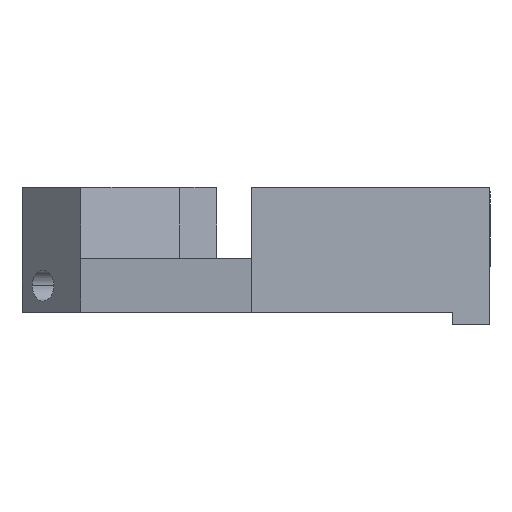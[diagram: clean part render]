
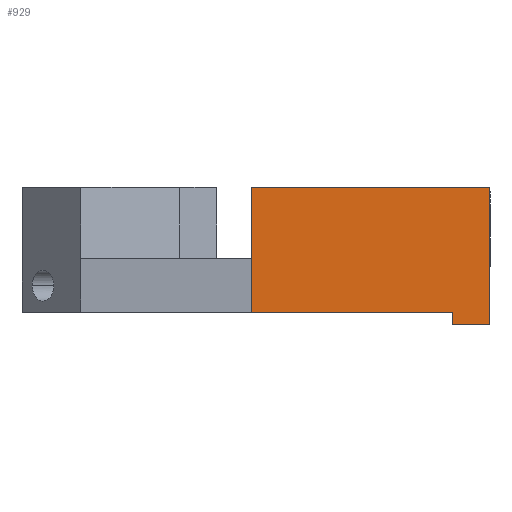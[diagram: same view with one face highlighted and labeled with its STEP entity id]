
A CAD part, front view. The second image highlights one B-rep face of the part: STEP entity #929.
In plain terms, the highlighted planar face has unit normal (0, -1, 0).
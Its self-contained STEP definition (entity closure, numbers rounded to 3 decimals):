
#57 = PLANE ( 'NONE',  #1313 ) ;
#82 = DIRECTION ( 'NONE',  ( 1., 0., 0. ) ) ;
#113 = ORIENTED_EDGE ( 'NONE', *, *, #201, .F. ) ;
#116 = ORIENTED_EDGE ( 'NONE', *, *, #791, .F. ) ;
#134 = VECTOR ( 'NONE', #1425, 1000. ) ;
#149 = FACE_OUTER_BOUND ( 'NONE', #970, .T. ) ;
#150 = CARTESIAN_POINT ( 'NONE',  ( 14.887, -4.667, 20.2 ) ) ;
#159 = VECTOR ( 'NONE', #650, 1000. ) ;
#201 = EDGE_CURVE ( 'NONE', #423, #898, #246, .T. ) ;
#246 = LINE ( 'NONE', #150, #159 ) ;
#263 = LINE ( 'NONE', #765, #897 ) ;
#268 = LINE ( 'NONE', #1524, #995 ) ;
#303 = VECTOR ( 'NONE', #752, 1000. ) ;
#343 = DIRECTION ( 'NONE',  ( -1., 0., 0. ) ) ;
#357 = CARTESIAN_POINT ( 'NONE',  ( -23.713, -4.667, 20.2 ) ) ;
#382 = VERTEX_POINT ( 'NONE', #491 ) ;
#422 = VERTEX_POINT ( 'NONE', #1530 ) ;
#423 = VERTEX_POINT ( 'NONE', #1384 ) ;
#487 = EDGE_CURVE ( 'NONE', #898, #863, #263, .T. ) ;
#488 = EDGE_CURVE ( 'NONE', #863, #422, #1211, .T. ) ;
#491 = CARTESIAN_POINT ( 'NONE',  ( -23.713, -4.667, 20.2 ) ) ;
#595 = ORIENTED_EDGE ( 'NONE', *, *, #488, .F. ) ;
#650 = DIRECTION ( 'NONE',  ( 0., 0., -1. ) ) ;
#653 = EDGE_CURVE ( 'NONE', #1013, #422, #268, .T. ) ;
#654 = EDGE_CURVE ( 'NONE', #382, #1013, #928, .T. ) ;
#686 = VECTOR ( 'NONE', #82, 1000. ) ;
#706 = ORIENTED_EDGE ( 'NONE', *, *, #487, .F. ) ;
#730 = CARTESIAN_POINT ( 'NONE',  ( -23.713, -4.667, 20.2 ) ) ;
#750 = LINE ( 'NONE', #357, #686 ) ;
#752 = DIRECTION ( 'NONE',  ( 0., 0., 1. ) ) ;
#765 = CARTESIAN_POINT ( 'NONE',  ( 14.887, -4.667, -2. ) ) ;
#791 = EDGE_CURVE ( 'NONE', #382, #423, #750, .T. ) ;
#844 = DIRECTION ( 'NONE',  ( -1., 0., 0. ) ) ;
#863 = VERTEX_POINT ( 'NONE', #1265 ) ;
#875 = CARTESIAN_POINT ( 'NONE',  ( 8.887, -4.667, -2. ) ) ;
#897 = VECTOR ( 'NONE', #844, 1000. ) ;
#898 = VERTEX_POINT ( 'NONE', #1507 ) ;
#928 = LINE ( 'NONE', #1452, #134 ) ;
#929 = ADVANCED_FACE ( 'NONE', ( #149 ), #57, .F. ) ;
#970 = EDGE_LOOP ( 'NONE', ( #1479, #595, #706, #113, #116, #1517 ) ) ;
#995 = VECTOR ( 'NONE', #1433, 1000. ) ;
#1013 = VERTEX_POINT ( 'NONE', #1064 ) ;
#1058 = DIRECTION ( 'NONE',  ( 0., 1., 0. ) ) ;
#1064 = CARTESIAN_POINT ( 'NONE',  ( -23.713, -4.667, 0. ) ) ;
#1211 = LINE ( 'NONE', #875, #303 ) ;
#1265 = CARTESIAN_POINT ( 'NONE',  ( 8.887, -4.667, -2. ) ) ;
#1313 = AXIS2_PLACEMENT_3D ( 'NONE', #730, #1058, #343 ) ;
#1384 = CARTESIAN_POINT ( 'NONE',  ( 14.887, -4.667, 20.2 ) ) ;
#1425 = DIRECTION ( 'NONE',  ( 0., 0., -1. ) ) ;
#1433 = DIRECTION ( 'NONE',  ( 1., 0., 0. ) ) ;
#1452 = CARTESIAN_POINT ( 'NONE',  ( -23.713, -4.667, 20.2 ) ) ;
#1479 = ORIENTED_EDGE ( 'NONE', *, *, #653, .T. ) ;
#1507 = CARTESIAN_POINT ( 'NONE',  ( 14.887, -4.667, -2. ) ) ;
#1517 = ORIENTED_EDGE ( 'NONE', *, *, #654, .T. ) ;
#1524 = CARTESIAN_POINT ( 'NONE',  ( -23.713, -4.667, 0. ) ) ;
#1530 = CARTESIAN_POINT ( 'NONE',  ( 8.887, -4.667, 0. ) ) ;
